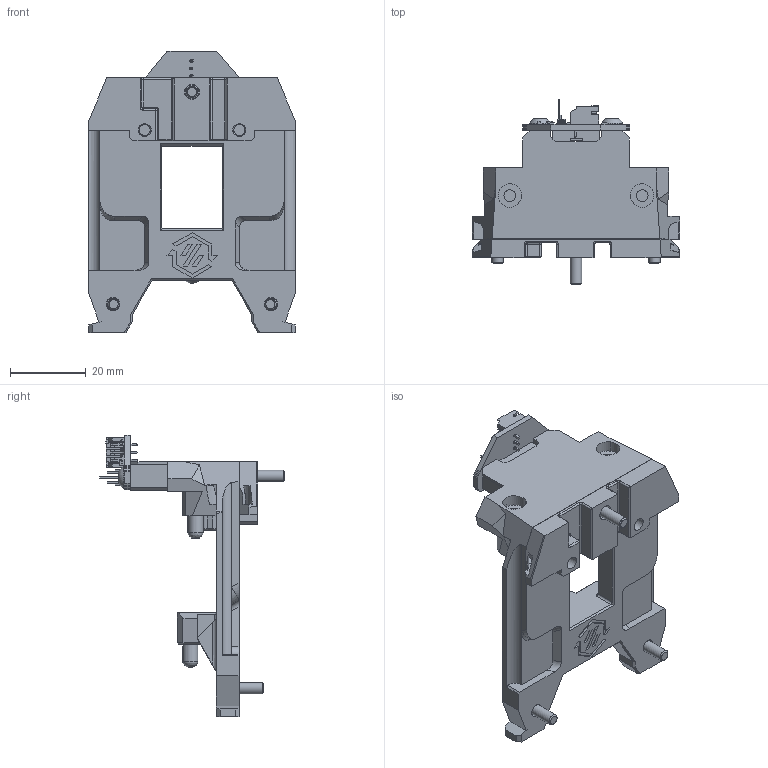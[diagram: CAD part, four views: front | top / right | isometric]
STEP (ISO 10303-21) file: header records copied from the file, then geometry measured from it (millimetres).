
FILE_DESCRIPTION(/* description */ (''),/* implementation_level */ '2;1');
FILE_NAME(/* name */ 'Anthead Backplate StealthChanger v2.step',/* time_stamp */ '2025-08-17T13:50:20+02:00',/* author */ (''),/* organization */ (''),/* preprocessor_version */ 'ST-DEVELOPER v20.1',/* originating_system */ 'Autodesk Translation Framework v14.10.0.0',/* authorisation */ '');
FILE_SCHEMA (('AUTOMOTIVE_DESIGN { 1 0 10303 214 3 1 1 }'));
Length unit declared in the file: millimetre
Products named in the file (38): Anthead SC V1.1R2; Hardware (2); M3x6 FHCS (7) (1); M3x6 FHCS (7) (1) (1); Pins 4x12 Rounded; 3x6mm Magnet (1) (3) (2) (1); M3x12 BHCS (2) (1) (1); Pins 4x12 Rounded (1); Pins 4x12 Rounded (2); M3x10 BHCS (2) (1); M3 Threaded Insert (3); Tap_Photosensor_PCB 1; R_0805_2012Metric; SOLID; JST_PH_S3B-PH-K_1x03_P2.00mm_Horizontal; SOLID_1; TSOT-23-6; SOLID_2; C_0805_2012Metric; SOLID_3; D_SOD-323; SOLID_4; EE-SX398; SOLID_5; Optek_OPB666N; COMPOUND; PCB; C_0402_1005Metric; SOLID_6; R_0603_1608Metric; SOLID_7; C_0603_1608Metric; SOLID_8; M3x6 BHCS; Backplate; Anthead; SF; Anthead_Spacer_Full
Assembly tree (45 placements, depth 5):
  Anthead SC V1.1R2
    Hardware (2)
      M3x6 FHCS (7) (1)
      M3x6 FHCS (7) (1) (1)
      Pins 4x12 Rounded
      3x6mm Magnet (1) (3) (2) (1)
      M3x10 BHCS (2) (1)  x2
      M3 Threaded Insert (3)  x4
      M3x12 BHCS (2) (1) (1)
      Pins 4x12 Rounded (1)
      Pins 4x12 Rounded (2)
      Tap_Photosensor_PCB 1
        R_0805_2012Metric
          SOLID
        JST_PH_S3B-PH-K_1x03_P2.00mm_Horizontal
          SOLID_1
        R_0603_1608Metric  x2
          SOLID_7
        C_0402_1005Metric  x2
          SOLID_6
        C_0603_1608Metric  x2
          SOLID_8
        TSOT-23-6
          SOLID_2
        C_0805_2012Metric
          SOLID_3
        D_SOD-323
          SOLID_4
        EE-SX398
          SOLID_5
        Optek_OPB666N
          COMPOUND
        PCB
      M3x6 BHCS  x2
    Backplate
      Anthead
        SF
      Anthead_Spacer_Full
Bounding box: 54.98 x 48.88 x 74.33 mm (x, y, z)
Volume: 29043.5 mm3; surface area: 19459.7 mm2
Topology: 37 solids, 38 shells, 1981 faces, 5250 edges, 3417 vertices
Faces by surface type: plane 1142, cylinder 373, bspline 353, cone 96, torus 13, sphere 4
Full cylindrical faces by diameter (mm): 0.75 x3, 1.8 x1, 2 x1, 2.8 x4, 2.9 x4, 3 x11, 3.1 x3, 3.2 x3, 3.4 x2, 3.5 x2, 4 x4, 4.1 x4, 4.25 x8, 4.7 x4, 5.54 x2, 5.7 x5, 6 x1, 6.1 x1, 6.2 x2, 6.3 x3
Entity records: 51822 total; most frequent: CARTESIAN_POINT 14218, ORIENTED_EDGE 7718, DIRECTION 7121, EDGE_CURVE 3859, LINE 2937, VECTOR 2937, VERTEX_POINT 2500, AXIS2_PLACEMENT_3D 2092
